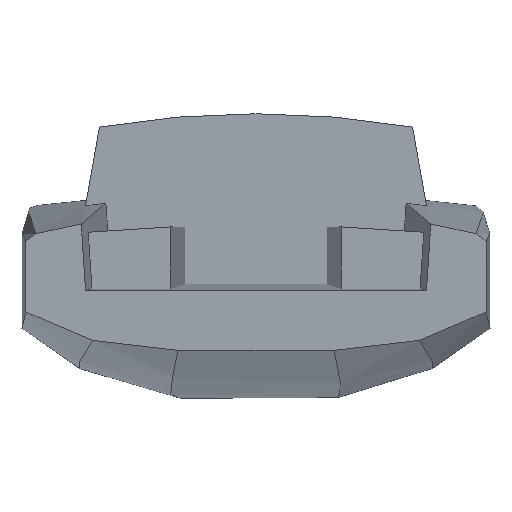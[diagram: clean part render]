
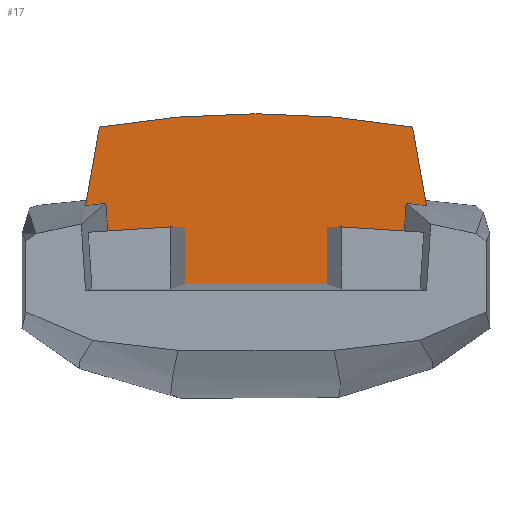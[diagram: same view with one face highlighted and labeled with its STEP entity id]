
A CAD part, top view. The second image highlights one B-rep face of the part: STEP entity #17.
In plain terms, the highlighted free-form (B-spline) face has degree [1, 1] with [2, 2] control points.
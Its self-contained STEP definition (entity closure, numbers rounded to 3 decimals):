
#17 = ADVANCED_FACE('',(#18),#117,.F.);
#18 = FACE_BOUND('',#19,.T.);
#19 = EDGE_LOOP('',(#20,#29,#36,#43,#50,#57,#64,#73,#80,#88,#96,#103,
    #112));
#20 = ORIENTED_EDGE('',*,*,#21,.F.);
#21 = EDGE_CURVE('',#22,#24,#26,.T.);
#22 = VERTEX_POINT('',#23);
#23 = CARTESIAN_POINT('',(-435.703,784.265,
    -2265.655));
#24 = VERTEX_POINT('',#25);
#25 = CARTESIAN_POINT('',(-909.316,753.766,
    -2265.655));
#26 = B_SPLINE_CURVE_WITH_KNOTS('',1,(#27,#28),.UNSPECIFIED.,.F.,.F.,(2,
    2),(-761.574,-216.944),.PIECEWISE_BEZIER_KNOTS.);
#27 = CARTESIAN_POINT('',(-435.703,784.265,
    -2265.655));
#28 = CARTESIAN_POINT('',(-909.316,753.766,
    -2265.655));
#29 = ORIENTED_EDGE('',*,*,#30,.F.);
#30 = EDGE_CURVE('',#31,#22,#33,.T.);
#31 = VERTEX_POINT('',#32);
#32 = CARTESIAN_POINT('',(-435.703,435.703,
    -2265.655));
#33 = B_SPLINE_CURVE_WITH_KNOTS('',1,(#34,#35),.UNSPECIFIED.,.F.,.F.,(2,
    2),(-400.,0.),.PIECEWISE_BEZIER_KNOTS.);
#34 = CARTESIAN_POINT('',(-435.703,435.703,
    -2265.655));
#35 = CARTESIAN_POINT('',(-435.703,784.265,
    -2265.655));
#36 = ORIENTED_EDGE('',*,*,#37,.T.);
#37 = EDGE_CURVE('',#31,#38,#40,.T.);
#38 = VERTEX_POINT('',#39);
#39 = CARTESIAN_POINT('',(435.703,435.703,
    -2265.655));
#40 = B_SPLINE_CURVE_WITH_KNOTS('',1,(#41,#42),.UNSPECIFIED.,.F.,.F.,(2,
    2),(-1520.,-520.),.PIECEWISE_BEZIER_KNOTS.);
#41 = CARTESIAN_POINT('',(-435.703,435.703,
    -2265.655));
#42 = CARTESIAN_POINT('',(435.703,435.703,
    -2265.655));
#43 = ORIENTED_EDGE('',*,*,#44,.F.);
#44 = EDGE_CURVE('',#45,#38,#47,.T.);
#45 = VERTEX_POINT('',#46);
#46 = CARTESIAN_POINT('',(435.703,784.265,
    -2265.655));
#47 = B_SPLINE_CURVE_WITH_KNOTS('',1,(#48,#49),.UNSPECIFIED.,.F.,.F.,(2,
    2),(-600.,-200.),.PIECEWISE_BEZIER_KNOTS.);
#48 = CARTESIAN_POINT('',(435.703,784.265,
    -2265.655));
#49 = CARTESIAN_POINT('',(435.703,435.703,
    -2265.655));
#50 = ORIENTED_EDGE('',*,*,#51,.F.);
#51 = EDGE_CURVE('',#52,#45,#54,.T.);
#52 = VERTEX_POINT('',#53);
#53 = CARTESIAN_POINT('',(909.316,753.766,
    -2265.655));
#54 = B_SPLINE_CURVE_WITH_KNOTS('',1,(#55,#56),.UNSPECIFIED.,.F.,.F.,(2,
    2),(-544.631,0.),.PIECEWISE_BEZIER_KNOTS.);
#55 = CARTESIAN_POINT('',(909.316,753.766,
    -2265.655));
#56 = CARTESIAN_POINT('',(435.703,784.265,
    -2265.655));
#57 = ORIENTED_EDGE('',*,*,#58,.T.);
#58 = EDGE_CURVE('',#52,#59,#61,.T.);
#59 = VERTEX_POINT('',#60);
#60 = CARTESIAN_POINT('',(920.772,931.661,
    -2265.655));
#61 = B_SPLINE_CURVE_WITH_KNOTS('',1,(#62,#63),.UNSPECIFIED.,.F.,.F.,(2,
    2),(-1137.351,-932.78),.PIECEWISE_BEZIER_KNOTS.);
#62 = CARTESIAN_POINT('',(909.316,753.766,
    -2265.655));
#63 = CARTESIAN_POINT('',(920.772,931.661,
    -2265.655));
#64 = ORIENTED_EDGE('',*,*,#65,.F.);
#65 = EDGE_CURVE('',#66,#59,#68,.T.);
#66 = VERTEX_POINT('',#67);
#67 = CARTESIAN_POINT('',(1045.687,916.512,
    -2265.655));
#68 = B_SPLINE_CURVE_WITH_KNOTS('',3,(#69,#70,#71,#72),.UNSPECIFIED.,.F.
  ,.F.,(4,4),(0.,0.144),.PIECEWISE_BEZIER_KNOTS.);
#69 = CARTESIAN_POINT('',(1045.687,916.512,
    -2265.655));
#70 = CARTESIAN_POINT('',(1004.09,921.884,
    -2265.655));
#71 = CARTESIAN_POINT('',(962.45,926.934,
    -2265.655));
#72 = CARTESIAN_POINT('',(920.772,931.661,
    -2265.655));
#73 = ORIENTED_EDGE('',*,*,#74,.F.);
#74 = EDGE_CURVE('',#75,#66,#77,.T.);
#75 = VERTEX_POINT('',#76);
#76 = CARTESIAN_POINT('',(960.55,1399.348,
    -2265.655));
#77 = B_SPLINE_CURVE_WITH_KNOTS('',1,(#78,#79),.UNSPECIFIED.,.F.,.F.,(2,
    2),(-81.204,481.433),.PIECEWISE_BEZIER_KNOTS.);
#78 = CARTESIAN_POINT('',(960.55,1399.348,
    -2265.655));
#79 = CARTESIAN_POINT('',(1045.687,916.512,
    -2265.655));
#80 = ORIENTED_EDGE('',*,*,#81,.F.);
#81 = EDGE_CURVE('',#82,#75,#84,.T.);
#82 = VERTEX_POINT('',#83);
#83 = CARTESIAN_POINT('',(0.,1481.39,
    -2265.655));
#84 = ( BOUNDED_CURVE() B_SPLINE_CURVE(2,(#85,#86,#87),.UNSPECIFIED.,.F.
,.F.) B_SPLINE_CURVE_WITH_KNOTS((3,3),(1.571,1.741),
.PIECEWISE_BEZIER_KNOTS.) CURVE() GEOMETRIC_REPRESENTATION_ITEM() 
RATIONAL_B_SPLINE_CURVE((1.,0.996,1.)) REPRESENTATION_ITEM('') 
  );
#85 = CARTESIAN_POINT('',(0.,1481.39,
    -2265.655));
#86 = CARTESIAN_POINT('',(483.779,1481.39,
    -2265.655));
#87 = CARTESIAN_POINT('',(960.55,1399.348,
    -2265.655));
#88 = ORIENTED_EDGE('',*,*,#89,.F.);
#89 = EDGE_CURVE('',#90,#82,#92,.T.);
#90 = VERTEX_POINT('',#91);
#91 = CARTESIAN_POINT('',(-960.55,1399.348,
    -2265.655));
#92 = ( BOUNDED_CURVE() B_SPLINE_CURVE(2,(#93,#94,#95),.UNSPECIFIED.,.F.
,.F.) B_SPLINE_CURVE_WITH_KNOTS((3,3),(1.4,1.571),
.PIECEWISE_BEZIER_KNOTS.) CURVE() GEOMETRIC_REPRESENTATION_ITEM() 
RATIONAL_B_SPLINE_CURVE((1.,0.996,1.)) REPRESENTATION_ITEM('') 
  );
#93 = CARTESIAN_POINT('',(-960.55,1399.348,
    -2265.655));
#94 = CARTESIAN_POINT('',(-483.778,1481.39,
    -2265.655));
#95 = CARTESIAN_POINT('',(0.,1481.39,
    -2265.655));
#96 = ORIENTED_EDGE('',*,*,#97,.T.);
#97 = EDGE_CURVE('',#90,#98,#100,.T.);
#98 = VERTEX_POINT('',#99);
#99 = CARTESIAN_POINT('',(-1045.687,916.512,
    -2265.655));
#100 = B_SPLINE_CURVE_WITH_KNOTS('',1,(#101,#102),.UNSPECIFIED.,.F.,.F.,
  (2,2),(-81.204,481.433),.PIECEWISE_BEZIER_KNOTS.);
#101 = CARTESIAN_POINT('',(-960.55,1399.348,
    -2265.655));
#102 = CARTESIAN_POINT('',(-1045.687,916.512,
    -2265.655));
#103 = ORIENTED_EDGE('',*,*,#104,.F.);
#104 = EDGE_CURVE('',#105,#98,#107,.T.);
#105 = VERTEX_POINT('',#106);
#106 = CARTESIAN_POINT('',(-920.772,931.661,
    -2265.655));
#107 = B_SPLINE_CURVE_WITH_KNOTS('',3,(#108,#109,#110,#111),
  .UNSPECIFIED.,.F.,.F.,(4,4),(2.264,2.408),
  .PIECEWISE_BEZIER_KNOTS.);
#108 = CARTESIAN_POINT('',(-920.772,931.661,
    -2265.655));
#109 = CARTESIAN_POINT('',(-962.45,926.934,
    -2265.655));
#110 = CARTESIAN_POINT('',(-1004.09,921.884,
    -2265.655));
#111 = CARTESIAN_POINT('',(-1045.687,916.512,
    -2265.655));
#112 = ORIENTED_EDGE('',*,*,#113,.T.);
#113 = EDGE_CURVE('',#105,#24,#114,.T.);
#114 = B_SPLINE_CURVE_WITH_KNOTS('',1,(#115,#116),.UNSPECIFIED.,.F.,.F.,
  (2,2),(932.78,1137.351),.PIECEWISE_BEZIER_KNOTS.);
#115 = CARTESIAN_POINT('',(-920.772,931.661,
    -2265.655));
#116 = CARTESIAN_POINT('',(-909.316,753.766,
    -2265.655));
#117 = B_SPLINE_SURFACE_WITH_KNOTS('',1,1,(
    (#118,#119)
    ,(#120,#121
    )),.UNSPECIFIED.,.F.,.F.,.F.,(2,2),(2,2),(-2400.,
    0.),(-1200.,0.),
  .PIECEWISE_BEZIER_KNOTS.);
#118 = CARTESIAN_POINT('',(1045.687,435.703,
    -2265.655));
#119 = CARTESIAN_POINT('',(1045.687,1481.39,
    -2265.655));
#120 = CARTESIAN_POINT('',(-1045.687,435.703,
    -2265.655));
#121 = CARTESIAN_POINT('',(-1045.687,1481.39,
    -2265.655));
